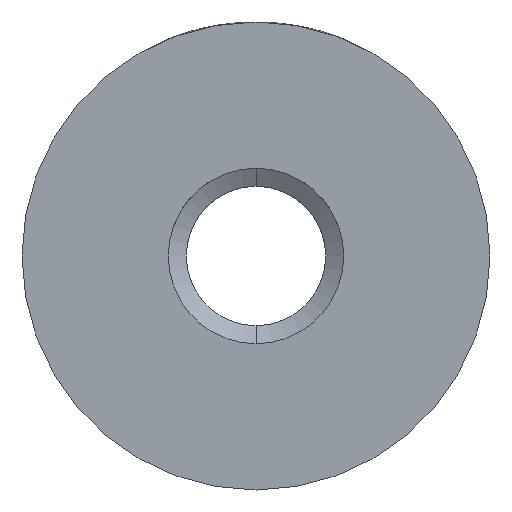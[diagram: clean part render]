
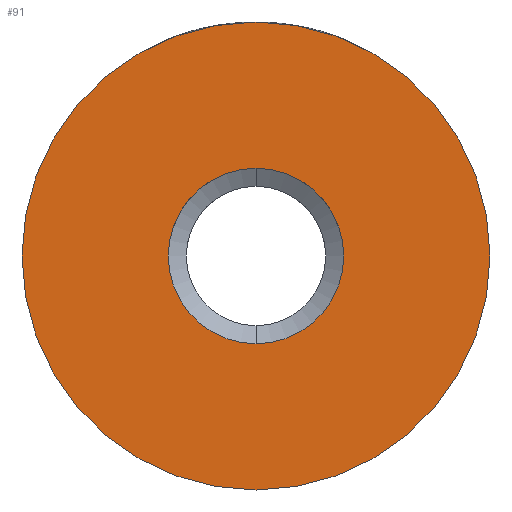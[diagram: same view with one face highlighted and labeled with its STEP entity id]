
A CAD part, front view. The second image highlights one B-rep face of the part: STEP entity #91.
In plain terms, the highlighted planar face has unit normal (0, -1, 0).
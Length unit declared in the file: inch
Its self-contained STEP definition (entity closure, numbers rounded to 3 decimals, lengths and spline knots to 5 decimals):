
#9 = EDGE_CURVE ( 'NONE', #554, #757, #417, .T. ) ;
#18 = CARTESIAN_POINT ( 'NONE',  ( 0., 0., 0. ) ) ;
#38 = DIRECTION ( 'NONE',  ( 0., -1., 0. ) ) ;
#91 = ADVANCED_FACE ( 'NONE', ( #399, #825 ), #306, .F. ) ;
#138 = VERTEX_POINT ( 'NONE', #570 ) ;
#211 = CARTESIAN_POINT ( 'NONE',  ( 0., 0., 0.21 ) ) ;
#228 = CIRCLE ( 'NONE', #288, 0.07874 ) ;
#271 = CIRCLE ( 'NONE', #392, 0.21 ) ;
#273 = DIRECTION ( 'NONE',  ( 0., 0., 1. ) ) ;
#288 = AXIS2_PLACEMENT_3D ( 'NONE', #756, #875, #418 ) ;
#306 = PLANE ( 'NONE',  #504 ) ;
#352 = CIRCLE ( 'NONE', #438, 0.21 ) ;
#392 = AXIS2_PLACEMENT_3D ( 'NONE', #531, #723, #678 ) ;
#399 = FACE_BOUND ( 'NONE', #794, .T. ) ;
#411 = CARTESIAN_POINT ( 'NONE',  ( 0., 0., 0.07874 ) ) ;
#417 = CIRCLE ( 'NONE', #522, 0.07874 ) ;
#418 = DIRECTION ( 'NONE',  ( 0., 0., -1. ) ) ;
#424 = DIRECTION ( 'NONE',  ( 0., 1., 0. ) ) ;
#438 = AXIS2_PLACEMENT_3D ( 'NONE', #18, #424, #273 ) ;
#460 = DIRECTION ( 'NONE',  ( 0., 0., -1. ) ) ;
#490 = ORIENTED_EDGE ( 'NONE', *, *, #668, .F. ) ;
#504 = AXIS2_PLACEMENT_3D ( 'NONE', #572, #724, #517 ) ;
#517 = DIRECTION ( 'NONE',  ( 0., 0., 1. ) ) ;
#522 = AXIS2_PLACEMENT_3D ( 'NONE', #886, #38, #460 ) ;
#525 = EDGE_CURVE ( 'NONE', #138, #859, #352, .T. ) ;
#531 = CARTESIAN_POINT ( 'NONE',  ( 0., 0., 0. ) ) ;
#539 = ORIENTED_EDGE ( 'NONE', *, *, #9, .F. ) ;
#554 = VERTEX_POINT ( 'NONE', #912 ) ;
#570 = CARTESIAN_POINT ( 'NONE',  ( 0., 0., -0.21 ) ) ;
#572 = CARTESIAN_POINT ( 'NONE',  ( 0., 0., 0. ) ) ;
#590 = EDGE_CURVE ( 'NONE', #859, #138, #271, .T. ) ;
#668 = EDGE_CURVE ( 'NONE', #757, #554, #228, .T. ) ;
#678 = DIRECTION ( 'NONE',  ( 0., 0., 1. ) ) ;
#723 = DIRECTION ( 'NONE',  ( 0., 1., 0. ) ) ;
#724 = DIRECTION ( 'NONE',  ( 0., 1., 0. ) ) ;
#756 = CARTESIAN_POINT ( 'NONE',  ( 0., 0., 0. ) ) ;
#757 = VERTEX_POINT ( 'NONE', #411 ) ;
#794 = EDGE_LOOP ( 'NONE', ( #539, #490 ) ) ;
#820 = EDGE_LOOP ( 'NONE', ( #909, #877 ) ) ;
#825 = FACE_OUTER_BOUND ( 'NONE', #820, .T. ) ;
#859 = VERTEX_POINT ( 'NONE', #211 ) ;
#875 = DIRECTION ( 'NONE',  ( 0., -1., 0. ) ) ;
#877 = ORIENTED_EDGE ( 'NONE', *, *, #590, .F. ) ;
#886 = CARTESIAN_POINT ( 'NONE',  ( 0., 0., 0. ) ) ;
#909 = ORIENTED_EDGE ( 'NONE', *, *, #525, .F. ) ;
#912 = CARTESIAN_POINT ( 'NONE',  ( 0., 0., -0.07874 ) ) ;
